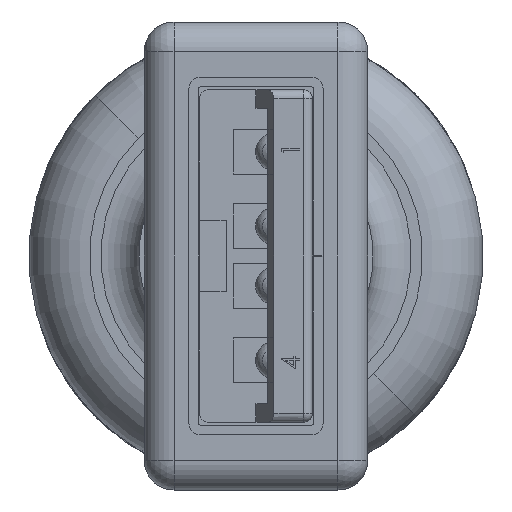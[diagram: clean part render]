
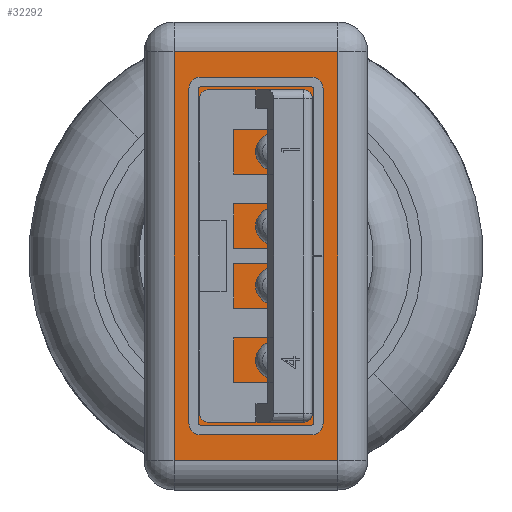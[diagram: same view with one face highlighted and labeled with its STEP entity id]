
A CAD part, left-side view. The second image highlights one B-rep face of the part: STEP entity #32292.
In plain terms, the highlighted face is planar.
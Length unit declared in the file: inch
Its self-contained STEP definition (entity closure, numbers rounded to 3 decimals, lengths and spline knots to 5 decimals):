
#178 = CARTESIAN_POINT ( 'NONE',  ( -0.26969, 0.10827, 0. ) ) ;
#2512 = DIRECTION ( 'NONE',  ( 0., 0., 1. ) ) ;
#4572 = EDGE_CURVE ( 'NONE', #15207, #8865, #25951, .T. ) ;
#6482 = ORIENTED_EDGE ( 'NONE', *, *, #38080, .T. ) ;
#7368 = CARTESIAN_POINT ( 'NONE',  ( -0.30906, 0.14764, 0. ) ) ;
#8865 = VERTEX_POINT ( 'NONE', #40599 ) ;
#11709 = PLANE ( 'NONE',  #33865 ) ;
#15207 = VERTEX_POINT ( 'NONE', #42466 ) ;
#16108 = ORIENTED_EDGE ( 'NONE', *, *, #4572, .T. ) ;
#17157 = ORIENTED_EDGE ( 'NONE', *, *, #43417, .T. ) ;
#17239 = VECTOR ( 'NONE', #17277, 39.37008 ) ;
#17277 = DIRECTION ( 'NONE',  ( -1., 0., 0. ) ) ;
#22600 = EDGE_LOOP ( 'NONE', ( #49717, #6482, #16108, #17157 ) ) ;
#22891 = LINE ( 'NONE', #44585, #37198 ) ;
#25951 = LINE ( 'NONE', #29246, #17239 ) ;
#28124 = CARTESIAN_POINT ( 'NONE',  ( 0.26969, 0.14764, 0. ) ) ;
#29246 = CARTESIAN_POINT ( 'NONE',  ( -0.30906, -0.10827, 0. ) ) ;
#30068 = CARTESIAN_POINT ( 'NONE',  ( 0.26969, 0.10827, 0. ) ) ;
#31106 = DIRECTION ( 'NONE',  ( 1., 0., 0. ) ) ;
#32292 = ADVANCED_FACE ( 'NONE', ( #36755 ), #11709, .F. ) ;
#32623 = VERTEX_POINT ( 'NONE', #30068 ) ;
#33865 = AXIS2_PLACEMENT_3D ( 'NONE', #7368, #2512, #50977 ) ;
#36755 = FACE_OUTER_BOUND ( 'NONE', #22600, .T. ) ;
#37198 = VECTOR ( 'NONE', #40808, 39.37008 ) ;
#38080 = EDGE_CURVE ( 'NONE', #32623, #15207, #40202, .T. ) ;
#39094 = CARTESIAN_POINT ( 'NONE',  ( 0.30906, 0.10827, 0. ) ) ;
#39596 = VECTOR ( 'NONE', #40089, 39.37008 ) ;
#40089 = DIRECTION ( 'NONE',  ( 0., -1., 0. ) ) ;
#40202 = LINE ( 'NONE', #28124, #39596 ) ;
#40599 = CARTESIAN_POINT ( 'NONE',  ( -0.26969, -0.10827, 0. ) ) ;
#40808 = DIRECTION ( 'NONE',  ( 0., 1., 0. ) ) ;
#40951 = VECTOR ( 'NONE', #31106, 39.37008 ) ;
#42466 = CARTESIAN_POINT ( 'NONE',  ( 0.26969, -0.10827, 0. ) ) ;
#43417 = EDGE_CURVE ( 'NONE', #8865, #50886, #22891, .T. ) ;
#44585 = CARTESIAN_POINT ( 'NONE',  ( -0.26969, 0.14764, 0. ) ) ;
#47151 = EDGE_CURVE ( 'NONE', #50886, #32623, #50243, .T. ) ;
#49717 = ORIENTED_EDGE ( 'NONE', *, *, #47151, .T. ) ;
#50243 = LINE ( 'NONE', #39094, #40951 ) ;
#50886 = VERTEX_POINT ( 'NONE', #178 ) ;
#50977 = DIRECTION ( 'NONE',  ( 1., 0., 0. ) ) ;
